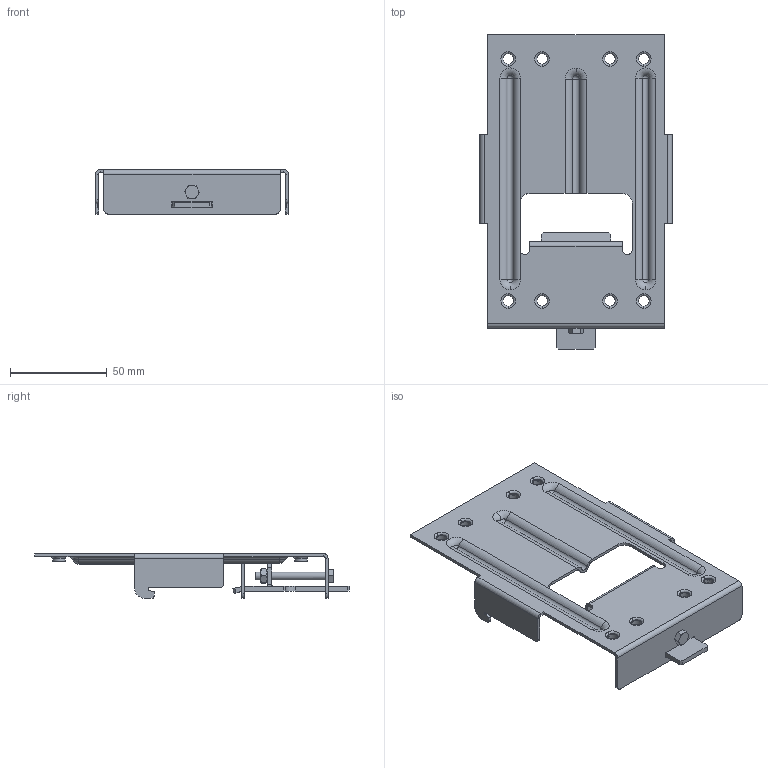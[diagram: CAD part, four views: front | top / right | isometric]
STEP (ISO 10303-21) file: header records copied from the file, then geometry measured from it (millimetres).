
FILE_DESCRIPTION((''),'2;1');
FILE_NAME('SB100019_3D-SOFTWARE_COLOUR_ASM','2012-03-27T',('SESA181470'),('Schneider-Electric'),'PRO/ENGINEER BY PARAMETRIC TECHNOLOGY CORPORATION, 2009400','PRO/ENGINEER BY PARAMETRIC TECHNOLOGY CORPORATION, 2009400','');
FILE_SCHEMA(('CONFIG_CONTROL_DESIGN'));
Length unit declared in the file: millimetre
Products named in the file (5): 29305_2_D_FAUT_ANY_28_2; 0099988700_D_FAUT_ANY_28_2; ECROU_H_M4_10_DEFAULT_ANY_28_2; 29305_D_FAUT_ANY_28_2; SB100019_3D-SOFTWARE_COLOUR_ASM
Assembly tree (4 placements, depth 2):
  SB100019_3D-SOFTWARE_COLOUR_ASM
    29305_2_D_FAUT_ANY_28_2
    0099988700_D_FAUT_ANY_28_2
    ECROU_H_M4_10_DEFAULT_ANY_28_2
    29305_D_FAUT_ANY_28_2
Bounding box: 99.47 x 162.5 x 23 mm (x, y, z)
Volume: 30724.7 mm3; surface area: 41589.8 mm2
Topology: 4 solids, 4 shells, 322 faces, 790 edges, 487 vertices
Faces by surface type: plane 126, cylinder 117, torus 50, cone 19, sphere 10
Entity records: 9841 total; most frequent: CARTESIAN_POINT 1852, DIRECTION 1774, ORIENTED_EDGE 1580, EDGE_CURVE 790, AXIS2_PLACEMENT_3D 689, VERTEX_POINT 487, VECTOR 396, LINE 396
